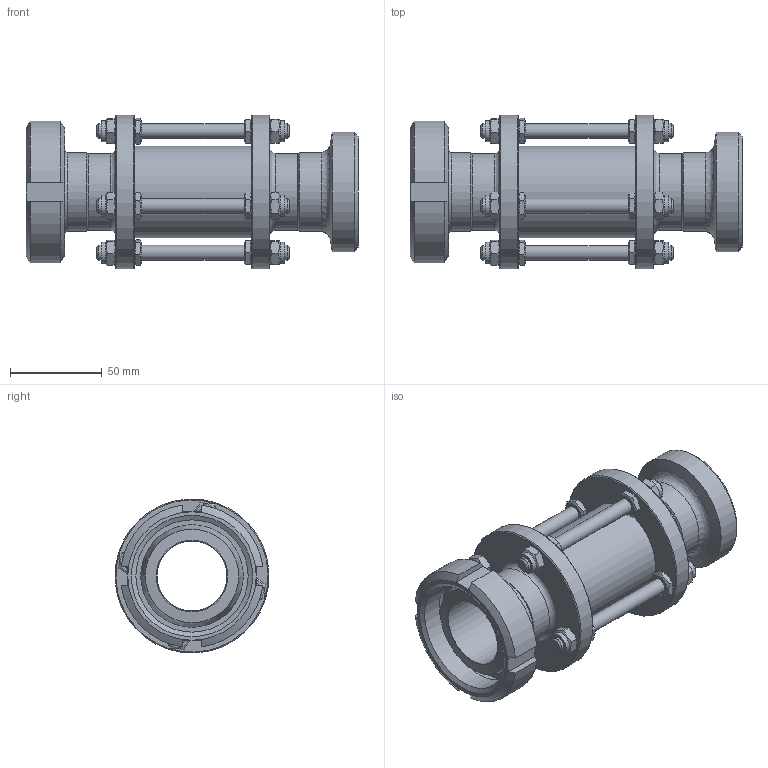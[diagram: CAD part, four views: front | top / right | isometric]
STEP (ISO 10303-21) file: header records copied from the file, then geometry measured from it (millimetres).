
FILE_DESCRIPTION((''),'2;1');
FILE_NAME('61500040X200.stp','2010-10-29T11:57:08',('Creator'),(''),'Autodesk Inventor 2010','Autodesk Inventor 2010','');
FILE_SCHEMA(('AUTOMOTIVE_DESIGN { 1 0 10303 214 1 1 1 1 }'));
Length unit declared in the file: millimetre
Products named in the file (1): 61500040X200
Bounding box: 181 x 83.94 x 83.94 mm (x, y, z)
Volume: 243539.6 mm3; surface area: 101817.3 mm2
Topology: 1 solids, 9 shells, 323 faces, 744 edges, 480 vertices
Faces by surface type: plane 167, cone 93, cylinder 59, bspline 4
Full cylindrical faces by diameter (mm): 8 x20, 8.5 x8, 11.6 x8, 38 x2, 40 x1, 42 x3, 43 x2, 48 x1, 49 x1, 50 x1, 51.5 x2, 51.8 x1, 61.19 x1, 65 x1, 65.4 x1, 84 x2
Entity records: 8166 total; most frequent: CARTESIAN_POINT 1912, DIRECTION 1164, ORIENTED_EDGE 1084, EDGE_CURVE 542, EDGE_LOOP 534, AXIS2_PLACEMENT_3D 526, VERTEX_POINT 422, FACE_OUTER_BOUND 323
